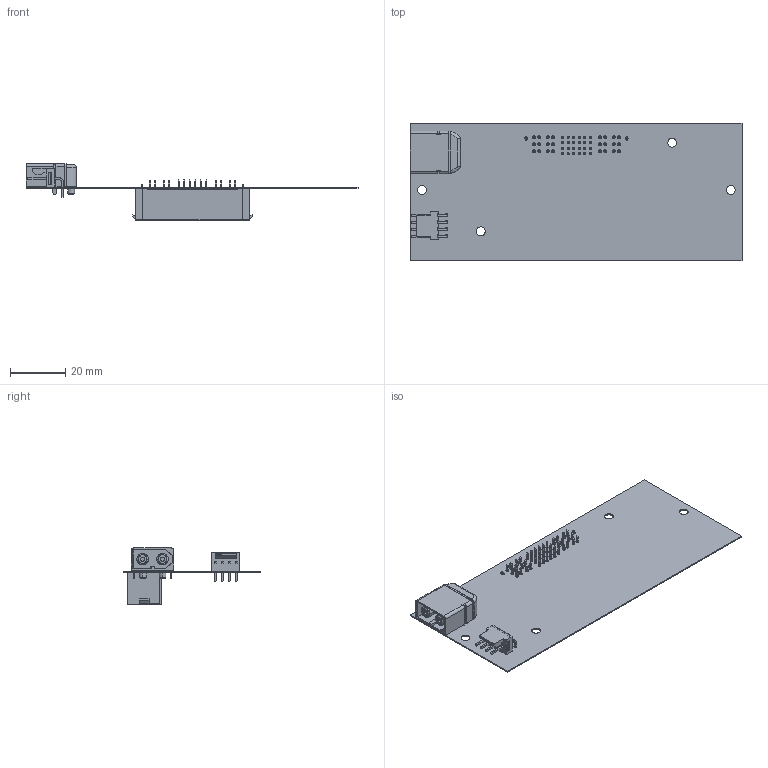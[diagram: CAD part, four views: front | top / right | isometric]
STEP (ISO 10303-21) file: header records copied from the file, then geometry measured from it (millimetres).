
FILE_DESCRIPTION(('Open CASCADE Model'),'2;1');
FILE_NAME('Open CASCADE Shape Model','2024-08-16T13:18:31',('Author'),( 'Open CASCADE'),'Open CASCADE STEP processor 7.5','Open CASCADE 7.5' ,'Unknown');
FILE_SCHEMA(('AUTOMOTIVE_DESIGN { 1 0 10303 214 1 1 1 1 }'));
Length unit declared in the file: millimetre
Products named in the file (19): PCB; Board; Open CASCADE STEP translator 7.5 1.1.1; P2; Conn_Molex_22-05-3041_eec; 1; 022053041; Molex Logo; P1; Conn_Samtec_MPTC-02-24-02-6_30-01-L-V-LC_eec; MPTC-02-24-02-6_30-01-L-V-LC; MPTC-02-24-02-6_30-V-LC_t; MPTC-02-24-02-6_30-01-V_p; MPTC-01-04-01-6_30-01-L-V_c; MPTC-01-V_pp; Pin1_Triangle; Samtec; J1; 7257561152
Assembly tree (22 placements, depth 5):
  PCB
    Board
      Open CASCADE STEP translator 7.5 1.1.1
    P2
      Conn_Molex_22-05-3041_eec
        1
        022053041
        Molex Logo
    P1
      Conn_Samtec_MPTC-02-24-02-6_30-01-L-V-LC_eec
        MPTC-02-24-02-6_30-01-L-V-LC
          MPTC-02-24-02-6_30-V-LC_t
          MPTC-02-24-02-6_30-01-V_p
          MPTC-01-04-01-6_30-01-L-V_c  x2
          MPTC-01-V_pp  x4
          Pin1_Triangle
          Samtec
    J1
      7257561152
Bounding box: 120.35 x 50 x 20.32 mm (x, y, z)
Volume: 7748.7 mm3; surface area: 20502 mm2
Topology: 41 solids, 41 shells, 1678 faces, 4562 edges, 2981 vertices
Faces by surface type: plane 1324, cylinder 219, bspline 116, torus 10, sphere 5, cone 4
Full cylindrical faces by diameter (mm): 0.635 x2, 0.86 x26, 1.02 x4, 1.04 x24, 2.7 x2, 3.2 x4
Entity records: 45937 total; most frequent: CARTESIAN_POINT 9775, ORIENTED_EDGE 7388, DIRECTION 6407, EDGE_CURVE 3694, LINE 3077, VECTOR 3077, VERTEX_POINT 2405, AXIS2_PLACEMENT_3D 1665
